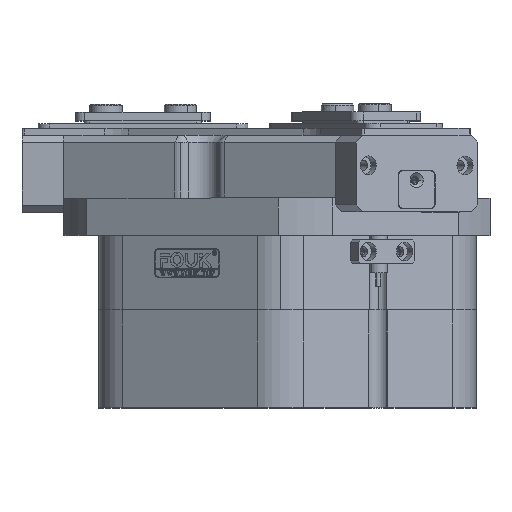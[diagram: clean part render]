
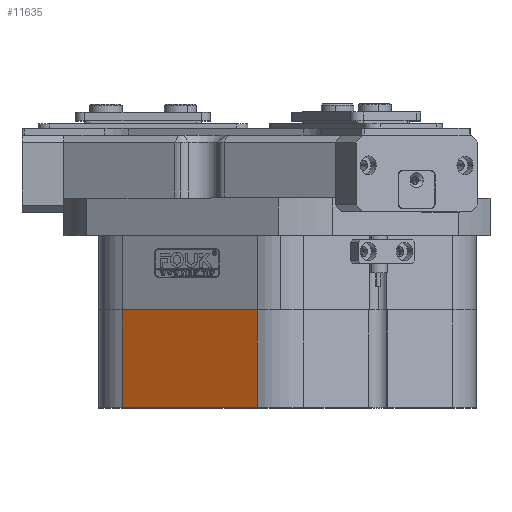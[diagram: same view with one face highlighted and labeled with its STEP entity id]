
A CAD part, top view. The second image highlights one B-rep face of the part: STEP entity #11635.
In plain terms, the highlighted face is planar.
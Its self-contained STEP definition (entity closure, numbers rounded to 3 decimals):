
#381 = LINE ( 'NONE', #14593, #22900 ) ;
#2384 = CARTESIAN_POINT ( 'NONE',  ( 70., 0., -54.271 ) ) ;
#3914 = DIRECTION ( 'NONE',  ( 0., 1., 0. ) ) ;
#5721 = CARTESIAN_POINT ( 'NONE',  ( 41., 0., -71.014 ) ) ;
#6018 = DIRECTION ( 'NONE',  ( -0.866, 0., -0.5 ) ) ;
#6491 = DIRECTION ( 'NONE',  ( -0.866, 0., -0.5 ) ) ;
#7102 = ORIENTED_EDGE ( 'NONE', *, *, #19679, .T. ) ;
#10744 = DIRECTION ( 'NONE',  ( 0.5, 0., -0.866 ) ) ;
#10819 = EDGE_LOOP ( 'NONE', ( #15421, #22741, #7102, #18464 ) ) ;
#11635 = ADVANCED_FACE ( 'NONE', ( #36832 ), #13991, .T. ) ;
#12908 = LINE ( 'NONE', #42288, #47271 ) ;
#13121 = VERTEX_POINT ( 'NONE', #37574 ) ;
#13991 = PLANE ( 'NONE',  #43156 ) ;
#14593 = CARTESIAN_POINT ( 'NONE',  ( 12., 0., -87.757 ) ) ;
#15421 = ORIENTED_EDGE ( 'NONE', *, *, #38287, .F. ) ;
#18234 = CARTESIAN_POINT ( 'NONE',  ( 164., 0., 0. ) ) ;
#18464 = ORIENTED_EDGE ( 'NONE', *, *, #23631, .T. ) ;
#19679 = EDGE_CURVE ( 'NONE', #35011, #13121, #29809, .T. ) ;
#22741 = ORIENTED_EDGE ( 'NONE', *, *, #46539, .T. ) ;
#22900 = VECTOR ( 'NONE', #3914, 1000. ) ;
#23631 = EDGE_CURVE ( 'NONE', #13121, #23707, #381, .T. ) ;
#23707 = VERTEX_POINT ( 'NONE', #46373 ) ;
#28251 = VECTOR ( 'NONE', #6491, 1000. ) ;
#29809 = LINE ( 'NONE', #5721, #35639 ) ;
#35011 = VERTEX_POINT ( 'NONE', #2384 ) ;
#35639 = VECTOR ( 'NONE', #6018, 1000. ) ;
#36030 = CARTESIAN_POINT ( 'NONE',  ( 164., 42., 0. ) ) ;
#36832 = FACE_OUTER_BOUND ( 'NONE', #10819, .T. ) ;
#37574 = CARTESIAN_POINT ( 'NONE',  ( 12., 0., -87.757 ) ) ;
#38287 = EDGE_CURVE ( 'NONE', #47736, #23707, #41041, .T. ) ;
#41041 = LINE ( 'NONE', #36030, #28251 ) ;
#42288 = CARTESIAN_POINT ( 'NONE',  ( 70., 0., -54.271 ) ) ;
#42451 = DIRECTION ( 'NONE',  ( 0., -1., 0. ) ) ;
#43156 = AXIS2_PLACEMENT_3D ( 'NONE', #18234, #10744, #44252 ) ;
#44252 = DIRECTION ( 'NONE',  ( -0.866, 0., -0.5 ) ) ;
#46373 = CARTESIAN_POINT ( 'NONE',  ( 12., 42., -87.757 ) ) ;
#46539 = EDGE_CURVE ( 'NONE', #47736, #35011, #12908, .T. ) ;
#47271 = VECTOR ( 'NONE', #42451, 1000. ) ;
#47736 = VERTEX_POINT ( 'NONE', #47816 ) ;
#47816 = CARTESIAN_POINT ( 'NONE',  ( 70., 42., -54.271 ) ) ;
